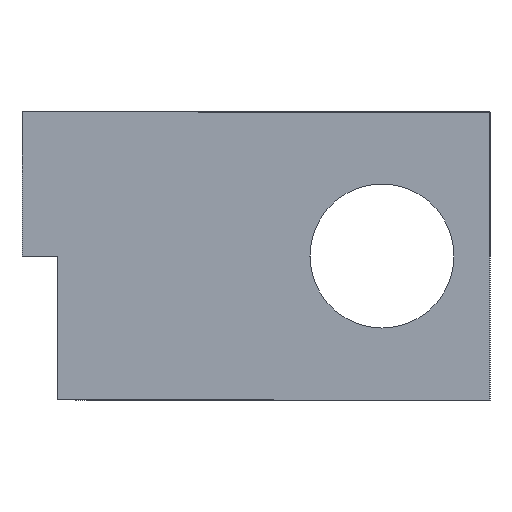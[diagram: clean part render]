
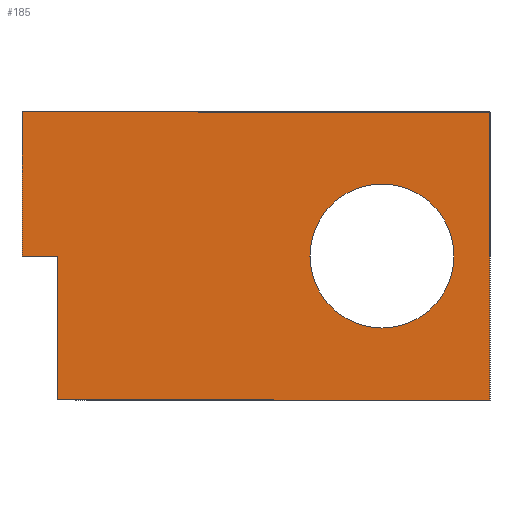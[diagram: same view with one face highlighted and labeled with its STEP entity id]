
A CAD part, left-side view. The second image highlights one B-rep face of the part: STEP entity #185.
In plain terms, the highlighted planar face has unit normal (-1, 0, 0).
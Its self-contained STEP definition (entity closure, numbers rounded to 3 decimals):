
#8 = CARTESIAN_POINT ( 'NONE',  ( -40., 0., 0. ) ) ;
#15 = LINE ( 'NONE', #317, #576 ) ;
#51 = LINE ( 'NONE', #52, #161 ) ;
#52 = CARTESIAN_POINT ( 'NONE',  ( -40., -15., 20. ) ) ;
#53 = DIRECTION ( 'NONE',  ( 1., 0., 0. ) ) ;
#55 = CARTESIAN_POINT ( 'NONE',  ( -40., 50., 0. ) ) ;
#56 = DIRECTION ( 'NONE',  ( 1., 0., 0. ) ) ;
#61 = ORIENTED_EDGE ( 'NONE', *, *, #203, .T. ) ;
#66 = CARTESIAN_POINT ( 'NONE',  ( -40., 45., -20. ) ) ;
#83 = ORIENTED_EDGE ( 'NONE', *, *, #276, .T. ) ;
#88 = CARTESIAN_POINT ( 'NONE',  ( -40., 50., 20. ) ) ;
#92 = FACE_BOUND ( 'NONE', #490, .T. ) ;
#107 = VECTOR ( 'NONE', #426, 1000. ) ;
#122 = VERTEX_POINT ( 'NONE', #531 ) ;
#136 = DIRECTION ( 'NONE',  ( 1., 0., 0. ) ) ;
#144 = VECTOR ( 'NONE', #197, 1000. ) ;
#151 = CARTESIAN_POINT ( 'NONE',  ( -40., 0., -10. ) ) ;
#158 = CARTESIAN_POINT ( 'NONE',  ( -40., 45., 0. ) ) ;
#161 = VECTOR ( 'NONE', #454, 1000. ) ;
#185 = ADVANCED_FACE ( 'NONE', ( #452, #92 ), #365, .F. ) ;
#192 = ORIENTED_EDGE ( 'NONE', *, *, #248, .F. ) ;
#197 = DIRECTION ( 'NONE',  ( 0., -1., 0. ) ) ;
#203 = EDGE_CURVE ( 'NONE', #326, #510, #501, .T. ) ;
#204 = EDGE_CURVE ( 'NONE', #122, #382, #422, .T. ) ;
#217 = AXIS2_PLACEMENT_3D ( 'NONE', #549, #136, #318 ) ;
#228 = LINE ( 'NONE', #330, #107 ) ;
#232 = EDGE_CURVE ( 'NONE', #287, #377, #51, .T. ) ;
#235 = DIRECTION ( 'NONE',  ( 0., 0., -1. ) ) ;
#241 = ORIENTED_EDGE ( 'NONE', *, *, #204, .T. ) ;
#244 = ORIENTED_EDGE ( 'NONE', *, *, #494, .F. ) ;
#248 = EDGE_CURVE ( 'NONE', #567, #287, #458, .T. ) ;
#257 = ORIENTED_EDGE ( 'NONE', *, *, #388, .T. ) ;
#276 = EDGE_CURVE ( 'NONE', #382, #122, #321, .T. ) ;
#279 = CARTESIAN_POINT ( 'NONE',  ( -40., -15., 20. ) ) ;
#287 = VERTEX_POINT ( 'NONE', #279 ) ;
#294 = AXIS2_PLACEMENT_3D ( 'NONE', #8, #53, #359 ) ;
#297 = LINE ( 'NONE', #482, #466 ) ;
#312 = EDGE_LOOP ( 'NONE', ( #244, #61, #257, #534, #492, #192 ) ) ;
#317 = CARTESIAN_POINT ( 'NONE',  ( -40., 50., -20. ) ) ;
#318 = DIRECTION ( 'NONE',  ( 0., 0., -1. ) ) ;
#320 = CARTESIAN_POINT ( 'NONE',  ( -40., 50., 20. ) ) ;
#321 = CIRCLE ( 'NONE', #421, 10. ) ;
#326 = VERTEX_POINT ( 'NONE', #381 ) ;
#330 = CARTESIAN_POINT ( 'NONE',  ( -40., 45., 0. ) ) ;
#359 = DIRECTION ( 'NONE',  ( 0., 0., -1. ) ) ;
#365 = PLANE ( 'NONE',  #217 ) ;
#377 = VERTEX_POINT ( 'NONE', #521 ) ;
#381 = CARTESIAN_POINT ( 'NONE',  ( -40., 50., 0. ) ) ;
#382 = VERTEX_POINT ( 'NONE', #151 ) ;
#388 = EDGE_CURVE ( 'NONE', #510, #404, #228, .T. ) ;
#404 = VERTEX_POINT ( 'NONE', #66 ) ;
#421 = AXIS2_PLACEMENT_3D ( 'NONE', #471, #56, #235 ) ;
#422 = CIRCLE ( 'NONE', #294, 10. ) ;
#426 = DIRECTION ( 'NONE',  ( 0., 0., -1. ) ) ;
#452 = FACE_OUTER_BOUND ( 'NONE', #312, .T. ) ;
#454 = DIRECTION ( 'NONE',  ( 0., 0., -1. ) ) ;
#458 = LINE ( 'NONE', #88, #144 ) ;
#466 = VECTOR ( 'NONE', #473, 1000. ) ;
#471 = CARTESIAN_POINT ( 'NONE',  ( -40., 0., 0. ) ) ;
#473 = DIRECTION ( 'NONE',  ( 0., 0., 1. ) ) ;
#482 = CARTESIAN_POINT ( 'NONE',  ( -40., 50., 20. ) ) ;
#490 = EDGE_LOOP ( 'NONE', ( #241, #83 ) ) ;
#492 = ORIENTED_EDGE ( 'NONE', *, *, #232, .F. ) ;
#494 = EDGE_CURVE ( 'NONE', #326, #567, #297, .T. ) ;
#501 = LINE ( 'NONE', #55, #558 ) ;
#510 = VERTEX_POINT ( 'NONE', #158 ) ;
#515 = DIRECTION ( 'NONE',  ( 0., 1., 0. ) ) ;
#521 = CARTESIAN_POINT ( 'NONE',  ( -40., -15., -20. ) ) ;
#531 = CARTESIAN_POINT ( 'NONE',  ( -40., 0., 10. ) ) ;
#534 = ORIENTED_EDGE ( 'NONE', *, *, #583, .F. ) ;
#541 = DIRECTION ( 'NONE',  ( 0., -1., 0. ) ) ;
#549 = CARTESIAN_POINT ( 'NONE',  ( -40., 0., 0. ) ) ;
#558 = VECTOR ( 'NONE', #541, 1000. ) ;
#567 = VERTEX_POINT ( 'NONE', #320 ) ;
#576 = VECTOR ( 'NONE', #515, 1000. ) ;
#583 = EDGE_CURVE ( 'NONE', #377, #404, #15, .T. ) ;
